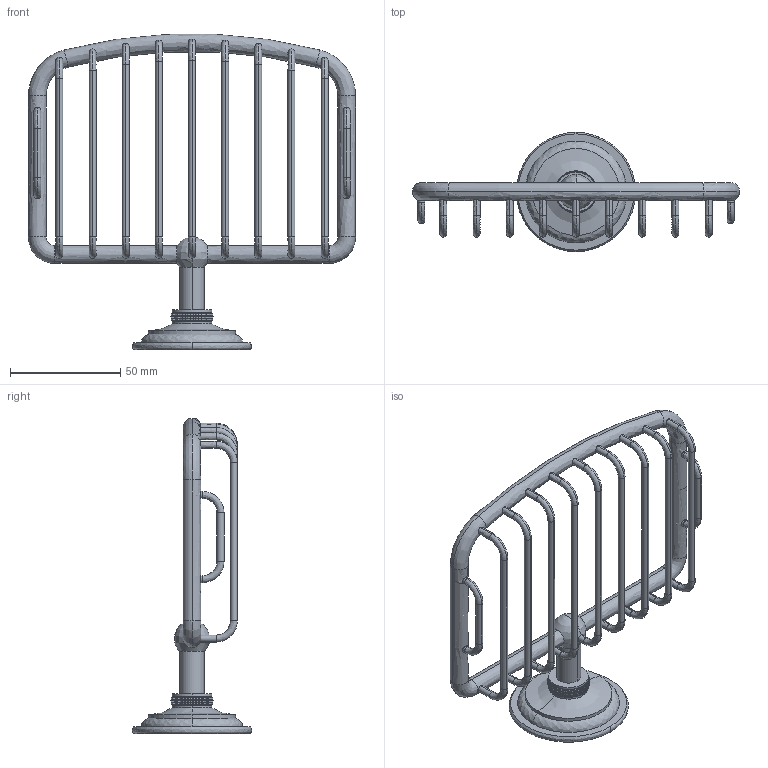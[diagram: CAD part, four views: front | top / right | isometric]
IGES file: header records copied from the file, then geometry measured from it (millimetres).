
Start section:  PTC IGES file: 26550.igs
Global section: file name: 26550.igs; native system: Creo Parametric by PTC Inc.; preprocessor: 2018400; author: jinson.thomas; organization: Unknown; date: 20211217.161237; units: inch
Bounding box: 148.08 x 54 x 142.67 mm (x, y, z)
Volume: 52153.8 mm3; surface area: 29012.5 mm2
Topology: 1 solids, 1 shells, 387 faces, 717 edges, 331 vertices
Faces by surface type: revolution 224, bspline 163
